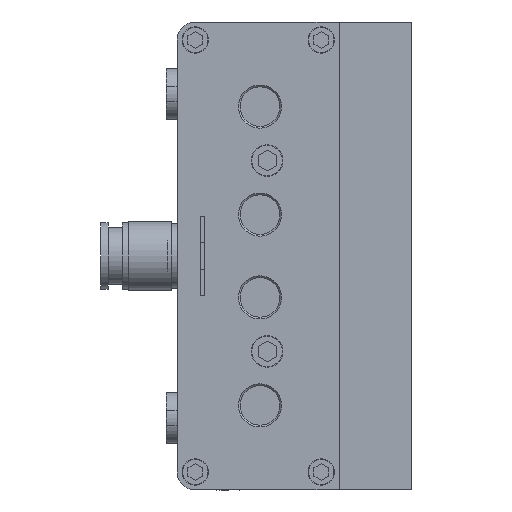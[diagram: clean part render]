
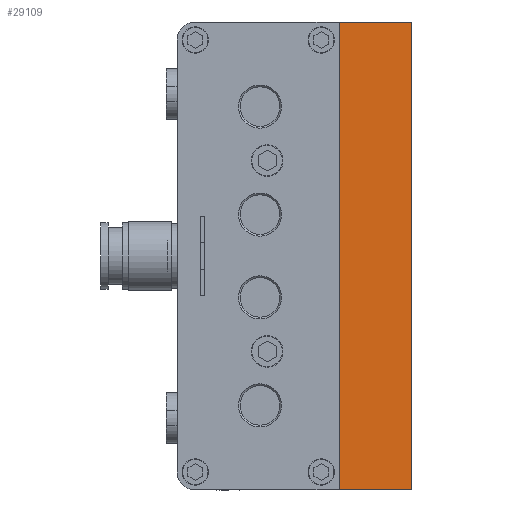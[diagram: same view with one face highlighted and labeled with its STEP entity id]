
A CAD part, left-side view. The second image highlights one B-rep face of the part: STEP entity #29109.
In plain terms, the highlighted planar face has unit normal (-1, 0, 0).
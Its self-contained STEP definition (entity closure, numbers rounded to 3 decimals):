
#1014 = VECTOR ( 'NONE', #18947, 1000. ) ;
#2150 = CARTESIAN_POINT ( 'NONE',  ( -527., -20., -65. ) ) ;
#2658 = CARTESIAN_POINT ( 'NONE',  ( -527., -20., 65. ) ) ;
#3303 = EDGE_CURVE ( 'NONE', #11740, #23986, #10218, .T. ) ;
#4789 = DIRECTION ( 'NONE',  ( 0., 0., -1. ) ) ;
#7727 = DIRECTION ( 'NONE',  ( 0., 1., 0. ) ) ;
#8695 = EDGE_CURVE ( 'NONE', #14962, #16121, #13544, .T. ) ;
#10218 = LINE ( 'NONE', #33409, #1014 ) ;
#10501 = CARTESIAN_POINT ( 'NONE',  ( -527., -20., 65. ) ) ;
#10582 = VECTOR ( 'NONE', #7727, 1000. ) ;
#10690 = ORIENTED_EDGE ( 'NONE', *, *, #8695, .F. ) ;
#11740 = VERTEX_POINT ( 'NONE', #37088 ) ;
#12682 = LINE ( 'NONE', #30927, #10582 ) ;
#13544 = LINE ( 'NONE', #10501, #18941 ) ;
#14962 = VERTEX_POINT ( 'NONE', #2658 ) ;
#15581 = VECTOR ( 'NONE', #16795, 1000. ) ;
#15840 = DIRECTION ( 'NONE',  ( 0., 0., -1. ) ) ;
#16121 = VERTEX_POINT ( 'NONE', #29927 ) ;
#16795 = DIRECTION ( 'NONE',  ( 0., 1., 0. ) ) ;
#18941 = VECTOR ( 'NONE', #15840, 1000. ) ;
#18947 = DIRECTION ( 'NONE',  ( 0., 0., -1. ) ) ;
#20033 = EDGE_CURVE ( 'NONE', #14962, #11740, #12682, .T. ) ;
#20411 = ORIENTED_EDGE ( 'NONE', *, *, #20033, .T. ) ;
#21515 = CARTESIAN_POINT ( 'NONE',  ( -527., -20., 65. ) ) ;
#22681 = LINE ( 'NONE', #2150, #15581 ) ;
#23986 = VERTEX_POINT ( 'NONE', #37489 ) ;
#24565 = PLANE ( 'NONE',  #25373 ) ;
#25373 = AXIS2_PLACEMENT_3D ( 'NONE', #21515, #36135, #4789 ) ;
#27143 = ORIENTED_EDGE ( 'NONE', *, *, #3303, .T. ) ;
#27925 = EDGE_CURVE ( 'NONE', #16121, #23986, #22681, .T. ) ;
#29109 = ADVANCED_FACE ( 'NONE', ( #36328 ), #24565, .F. ) ;
#29927 = CARTESIAN_POINT ( 'NONE',  ( -527., -20., -65. ) ) ;
#30927 = CARTESIAN_POINT ( 'NONE',  ( -527., -20., 65. ) ) ;
#32819 = ORIENTED_EDGE ( 'NONE', *, *, #27925, .F. ) ;
#33409 = CARTESIAN_POINT ( 'NONE',  ( -527., 0., 65. ) ) ;
#33815 = EDGE_LOOP ( 'NONE', ( #27143, #32819, #10690, #20411 ) ) ;
#36135 = DIRECTION ( 'NONE',  ( 1., 0., 0. ) ) ;
#36328 = FACE_OUTER_BOUND ( 'NONE', #33815, .T. ) ;
#37088 = CARTESIAN_POINT ( 'NONE',  ( -527., 0., 65. ) ) ;
#37489 = CARTESIAN_POINT ( 'NONE',  ( -527., 0., -65. ) ) ;
